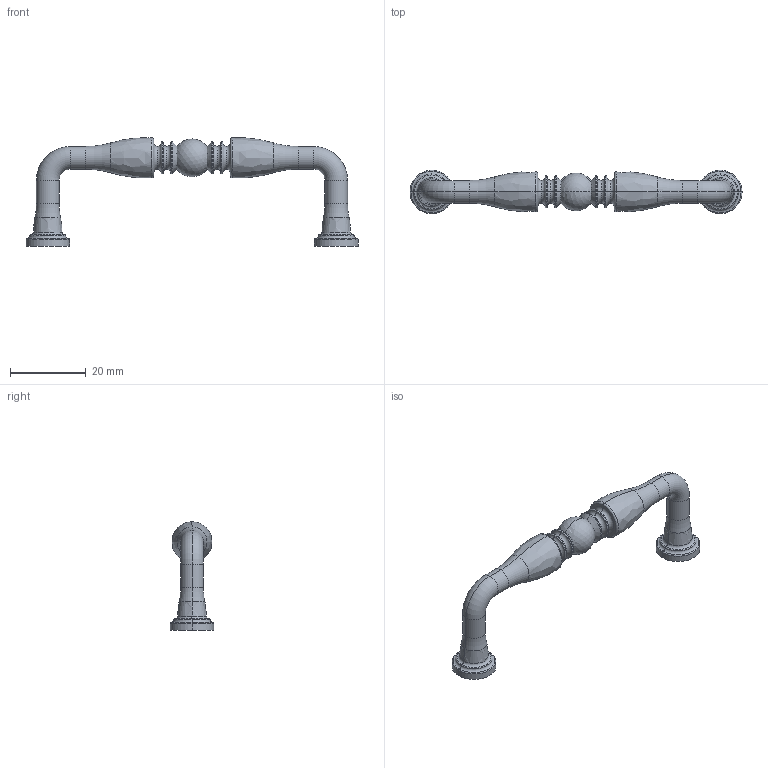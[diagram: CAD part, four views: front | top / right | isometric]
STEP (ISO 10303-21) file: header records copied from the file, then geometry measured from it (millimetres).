
FILE_DESCRIPTION((''),'2;1');
FILE_NAME('1176-30','2011-01-05T',('project'),(''),'PRO/ENGINEER BY PARAMETRIC TECHNOLOGY CORPORATION, 2009300','PRO/ENGINEER BY PARAMETRIC TECHNOLOGY CORPORATION, 2009300','');
FILE_SCHEMA(('CONFIG_CONTROL_DESIGN'));
Length unit declared in the file: inch
Products named in the file (1): 1176-30
Bounding box: 87.69 x 11.49 x 28.66 mm (x, y, z)
Volume: 5452.6 mm3; surface area: 3291.2 mm2
Topology: 1 solids, 1 shells, 94 faces, 200 edges, 106 vertices
Faces by surface type: torus 64, cylinder 12, bspline 8, plane 4, cone 4, sphere 2
Entity records: 2752 total; most frequent: CARTESIAN_POINT 612, DIRECTION 548, ORIENTED_EDGE 392, AXIS2_PLACEMENT_3D 266, EDGE_CURVE 196, CIRCLE 180, VERTEX_POINT 106, EDGE_LOOP 96
